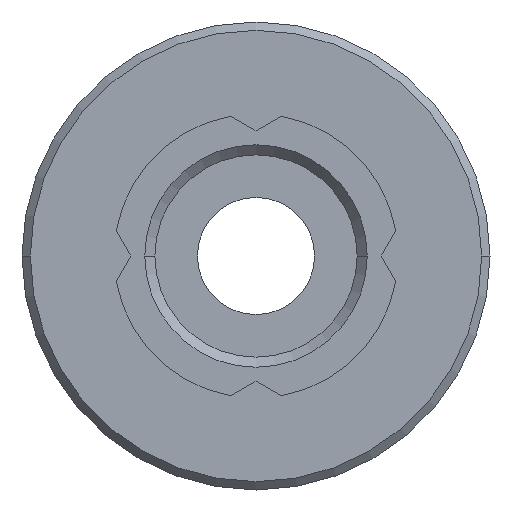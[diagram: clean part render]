
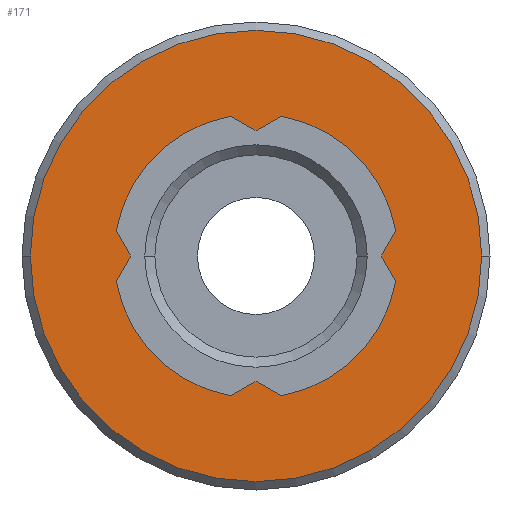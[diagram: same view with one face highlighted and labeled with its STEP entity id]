
A CAD part, front view. The second image highlights one B-rep face of the part: STEP entity #171.
In plain terms, the highlighted planar face has unit normal (0, -1, 0).
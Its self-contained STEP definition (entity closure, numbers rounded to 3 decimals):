
#171=ADVANCED_FACE('',(#396,#397),#398,.T.);
#396=FACE_BOUND('',#673,.T.);
#397=FACE_OUTER_BOUND('',#674,.T.);
#398=PLANE('',#675);
#673=EDGE_LOOP('',(#1104,#1105,#1106,#1107,#1108,#1109,#1110,#1111,#1112,#1113,#1114,#1115));
#674=EDGE_LOOP('',(#1116,#1117));
#675=AXIS2_PLACEMENT_3D('',#1118,#1119,#1120);
#1104=ORIENTED_EDGE('',*,*,#1724,.T.);
#1105=ORIENTED_EDGE('',*,*,#1725,.T.);
#1106=ORIENTED_EDGE('',*,*,#1705,.T.);
#1107=ORIENTED_EDGE('',*,*,#1726,.T.);
#1108=ORIENTED_EDGE('',*,*,#1727,.T.);
#1109=ORIENTED_EDGE('',*,*,#1728,.T.);
#1110=ORIENTED_EDGE('',*,*,#1729,.T.);
#1111=ORIENTED_EDGE('',*,*,#1688,.T.);
#1112=ORIENTED_EDGE('',*,*,#1683,.T.);
#1113=ORIENTED_EDGE('',*,*,#1730,.T.);
#1114=ORIENTED_EDGE('',*,*,#1669,.T.);
#1115=ORIENTED_EDGE('',*,*,#1640,.T.);
#1116=ORIENTED_EDGE('',*,*,#1731,.F.);
#1117=ORIENTED_EDGE('',*,*,#1713,.F.);
#1118=CARTESIAN_POINT('',(6.75,1.7,0.0));
#1119=DIRECTION('',(0.,-1.0,0.0));
#1120=DIRECTION('',(-1.0,0.,0.0));
#1640=EDGE_CURVE('',#1963,#1964,#1965,.T.);
#1669=EDGE_CURVE('',#2008,#1963,#2009,.T.);
#1683=EDGE_CURVE('',#2028,#2029,#2030,.T.);
#1688=EDGE_CURVE('',#2037,#2028,#2038,.T.);
#1705=EDGE_CURVE('',#2060,#2061,#2062,.T.);
#1713=EDGE_CURVE('',#2074,#2069,#2076,.T.);
#1724=EDGE_CURVE('',#1964,#2089,#2090,.T.);
#1725=EDGE_CURVE('',#2089,#2060,#2091,.T.);
#1726=EDGE_CURVE('',#2061,#2092,#2093,.T.);
#1727=EDGE_CURVE('',#2092,#2094,#2095,.T.);
#1728=EDGE_CURVE('',#2094,#2096,#2097,.T.);
#1729=EDGE_CURVE('',#2096,#2037,#2098,.T.);
#1730=EDGE_CURVE('',#2029,#2008,#2099,.T.);
#1731=EDGE_CURVE('',#2069,#2074,#2100,.T.);
#1963=VERTEX_POINT('',#2410);
#1964=VERTEX_POINT('',#2411);
#1965=CIRCLE('',#2412,8.5);
#2008=VERTEX_POINT('',#2509);
#2009=LINE('',#2510,#2511);
#2028=VERTEX_POINT('',#2568);
#2029=VERTEX_POINT('',#2569);
#2030=CIRCLE('',#2570,8.5);
#2037=VERTEX_POINT('',#2579);
#2038=LINE('',#2580,#2581);
#2060=VERTEX_POINT('',#2640);
#2061=VERTEX_POINT('',#2641);
#2062=CIRCLE('',#2642,8.5);
#2069=VERTEX_POINT('',#2651);
#2074=VERTEX_POINT('',#2657);
#2076=CIRCLE('',#2660,13.5);
#2089=VERTEX_POINT('',#2699);
#2090=LINE('',#2700,#2701);
#2091=LINE('',#2702,#2703);
#2092=VERTEX_POINT('',#2704);
#2093=LINE('',#2705,#2706);
#2094=VERTEX_POINT('',#2707);
#2095=LINE('',#2708,#2709);
#2096=VERTEX_POINT('',#2710);
#2097=CIRCLE('',#2711,8.5);
#2098=LINE('',#2712,#2713);
#2099=LINE('',#2714,#2715);
#2100=CIRCLE('',#2716,13.5);
#2410=CARTESIAN_POINT('',(-8.366,1.7,1.501));
#2411=CARTESIAN_POINT('',(-1.501,1.7,8.366));
#2412=AXIS2_PLACEMENT_3D('',#3094,#3095,#3096);
#2509=CARTESIAN_POINT('',(-7.5,1.7,0.));
#2510=CARTESIAN_POINT('',(-6.2,1.7,-2.251));
#2511=VECTOR('',#3131,1.0);
#2568=CARTESIAN_POINT('',(-1.501,1.7,-8.366));
#2569=CARTESIAN_POINT('',(-8.366,1.7,-1.501));
#2570=AXIS2_PLACEMENT_3D('',#3140,#3141,#3142);
#2579=CARTESIAN_POINT('',(0.,1.7,-7.5));
#2580=CARTESIAN_POINT('',(3.321,1.7,-5.583));
#2581=VECTOR('',#3148,1.0);
#2640=CARTESIAN_POINT('',(1.501,1.7,8.366));
#2641=CARTESIAN_POINT('',(8.366,1.7,1.501));
#2642=AXIS2_PLACEMENT_3D('',#3168,#3169,#3170);
#2651=CARTESIAN_POINT('',(13.5,1.7,0.0));
#2657=CARTESIAN_POINT('',(-13.5,1.7,0.));
#2660=AXIS2_PLACEMENT_3D('',#3181,#3182,#3183);
#2699=CARTESIAN_POINT('',(0.,1.7,7.5));
#2700=CARTESIAN_POINT('',(3.321,1.7,5.583));
#2701=VECTOR('',#3191,1.0);
#2702=CARTESIAN_POINT('',(1.742,1.7,8.506));
#2703=VECTOR('',#3192,1.0);
#2704=CARTESIAN_POINT('',(7.5,1.7,0.));
#2705=CARTESIAN_POINT('',(7.888,1.7,0.672));
#2706=VECTOR('',#3193,1.0);
#2707=CARTESIAN_POINT('',(8.366,1.7,-1.501));
#2708=CARTESIAN_POINT('',(7.888,1.7,-0.672));
#2709=VECTOR('',#3194,1.0);
#2710=CARTESIAN_POINT('',(1.501,1.7,-8.366));
#2711=AXIS2_PLACEMENT_3D('',#3195,#3196,#3197);
#2712=CARTESIAN_POINT('',(1.742,1.7,-8.506));
#2713=VECTOR('',#3198,1.0);
#2714=CARTESIAN_POINT('',(-6.2,1.7,2.251));
#2715=VECTOR('',#3199,1.0);
#2716=AXIS2_PLACEMENT_3D('',#3200,#3201,#3202);
#3094=CARTESIAN_POINT('',(0.0,1.7,0.0));
#3095=DIRECTION('',(0.,1.0,0.0));
#3096=DIRECTION('',(1.0,0.,0.0));
#3131=DIRECTION('',(-0.5,0.,0.866));
#3140=CARTESIAN_POINT('',(0.0,1.7,0.0));
#3141=DIRECTION('',(0.,1.0,0.0));
#3142=DIRECTION('',(1.0,0.,0.0));
#3148=DIRECTION('',(-0.866,0.,-0.5));
#3168=CARTESIAN_POINT('',(0.0,1.7,0.0));
#3169=DIRECTION('',(0.,1.0,0.0));
#3170=DIRECTION('',(1.0,0.,0.0));
#3181=CARTESIAN_POINT('',(0.0,1.7,0.0));
#3182=DIRECTION('',(-0.0,1.0,0.0));
#3183=DIRECTION('',(1.0,0.0,0.0));
#3191=DIRECTION('',(0.866,0.,-0.5));
#3192=DIRECTION('',(0.866,0.,0.5));
#3193=DIRECTION('',(-0.5,0.,-0.866));
#3194=DIRECTION('',(0.5,0.,-0.866));
#3195=CARTESIAN_POINT('',(0.0,1.7,0.0));
#3196=DIRECTION('',(0.,1.0,0.0));
#3197=DIRECTION('',(1.0,0.,0.0));
#3198=DIRECTION('',(-0.866,0.,0.5));
#3199=DIRECTION('',(0.5,0.,0.866));
#3200=CARTESIAN_POINT('',(0.0,1.7,0.0));
#3201=DIRECTION('',(-0.0,1.0,0.0));
#3202=DIRECTION('',(1.0,0.0,0.0));
